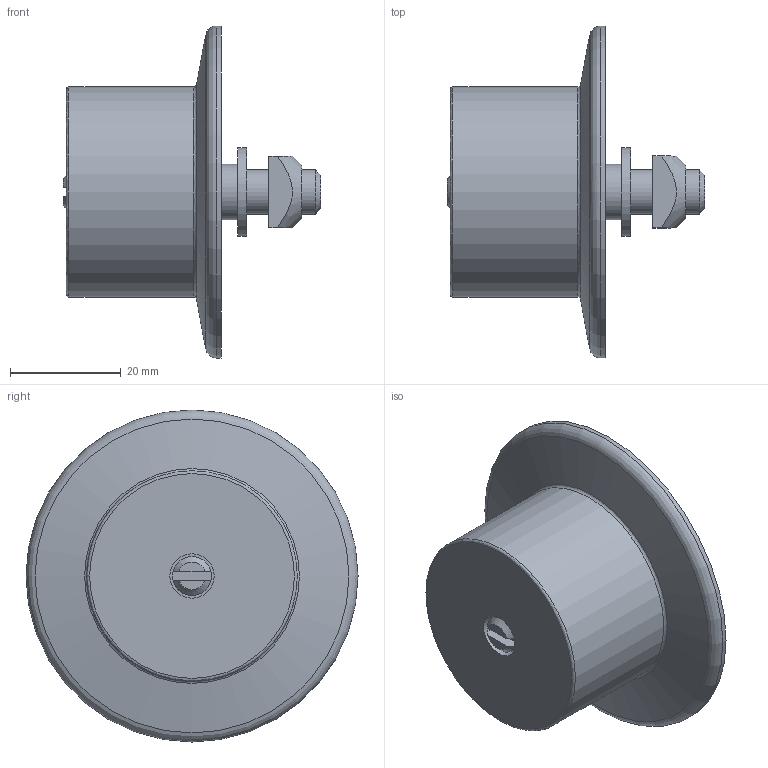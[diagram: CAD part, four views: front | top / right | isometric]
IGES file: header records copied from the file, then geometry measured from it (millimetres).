
Global section: file name: 700115.stp.ipt; native system: Autodesk Inventor 2014; preprocessor: unknown; author: zeman; date: 20151016.102012; units: millimetre
Bounding box: 46.5 x 60 x 60 mm (x, y, z)
Volume: 36336.6 mm3; surface area: 19419.2 mm2
Topology: 6 solids, 6 shells, 72 faces, 209 edges, 145 vertices
Faces by surface type: revolution 26, plane 26, cylinder 10, cone 5, sphere 5
Full cylindrical faces by diameter (mm): 7 x1, 8 x1, 10 x1, 16 x1, 16.4 x2, 30 x1, 32 x1, 38 x1, 60 x1
